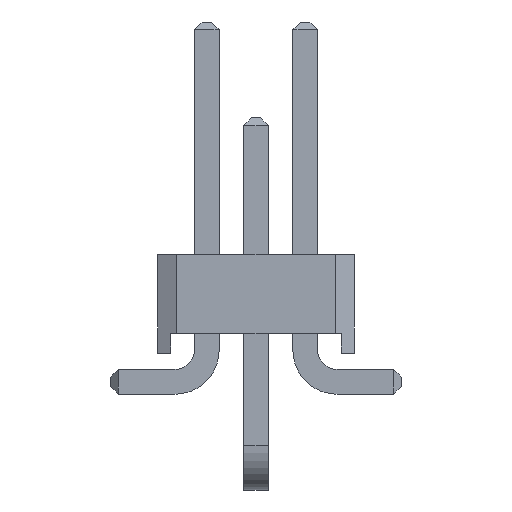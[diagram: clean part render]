
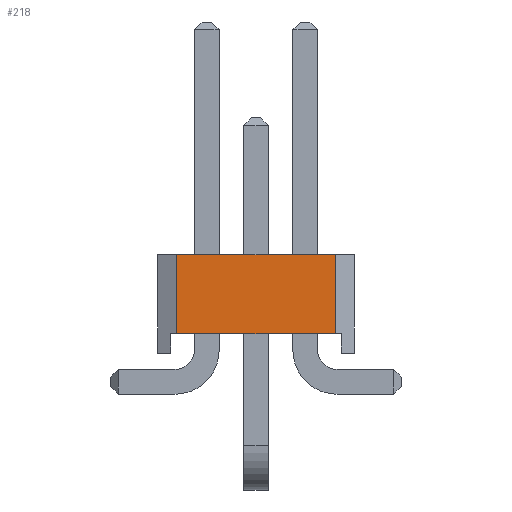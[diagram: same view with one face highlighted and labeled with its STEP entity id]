
A CAD part, left-side view. The second image highlights one B-rep face of the part: STEP entity #218.
In plain terms, the highlighted planar face has unit normal (-1, 0, 0).
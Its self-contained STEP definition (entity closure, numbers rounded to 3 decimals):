
#218 = ADVANCED_FACE( '', ( #521 ), #522, .T. );
#521 = FACE_OUTER_BOUND( '', #909, .T. );
#522 = PLANE( '', #910 );
#909 = EDGE_LOOP( '', ( #1547, #1548, #1549, #1550 ) );
#910 = AXIS2_PLACEMENT_3D( '', #1551, #1552, #1553 );
#1547 = ORIENTED_EDGE( '', *, *, #2481, .F. );
#1548 = ORIENTED_EDGE( '', *, *, #2364, .T. );
#1549 = ORIENTED_EDGE( '', *, *, #2482, .T. );
#1550 = ORIENTED_EDGE( '', *, *, #2483, .T. );
#1551 = CARTESIAN_POINT( '', ( -6.35, -2.54, -1.27 ) );
#1552 = DIRECTION( '', ( -1., 0., 0. ) );
#1553 = DIRECTION( '', ( 0., 0., 1. ) );
#2364 = EDGE_CURVE( '', #2874, #2872, #2875, .T. );
#2481 = EDGE_CURVE( '', #2874, #3064, #3065, .T. );
#2482 = EDGE_CURVE( '', #2872, #3066, #3067, .T. );
#2483 = EDGE_CURVE( '', #3066, #3064, #3068, .T. );
#2872 = VERTEX_POINT( '', #3596 );
#2874 = VERTEX_POINT( '', #3599 );
#2875 = LINE( '', #3600, #3601 );
#3064 = VERTEX_POINT( '', #3884 );
#3065 = LINE( '', #3885, #3886 );
#3066 = VERTEX_POINT( '', #3887 );
#3067 = LINE( '', #3888, #3889 );
#3068 = LINE( '', #3890, #3891 );
#3596 = CARTESIAN_POINT( '', ( -6.35, -2.04, -0.77 ) );
#3599 = CARTESIAN_POINT( '', ( -6.35, 2.04, -0.77 ) );
#3600 = CARTESIAN_POINT( '', ( -6.35, -2.54, -0.77 ) );
#3601 = VECTOR( '', #4361, 1000. );
#3884 = CARTESIAN_POINT( '', ( -6.35, 2.04, 1.27 ) );
#3885 = CARTESIAN_POINT( '', ( -6.35, 2.04, -12.871 ) );
#3886 = VECTOR( '', #4456, 1000. );
#3887 = CARTESIAN_POINT( '', ( -6.35, -2.04, 1.27 ) );
#3888 = CARTESIAN_POINT( '', ( -6.35, -2.04, -12.871 ) );
#3889 = VECTOR( '', #4457, 1000. );
#3890 = CARTESIAN_POINT( '', ( -6.35, -2.54, 1.27 ) );
#3891 = VECTOR( '', #4458, 1000. );
#4361 = DIRECTION( '', ( 0., -1., 0. ) );
#4456 = DIRECTION( '', ( 0., 0., 1. ) );
#4457 = DIRECTION( '', ( 0., 0., 1. ) );
#4458 = DIRECTION( '', ( 0., 1., 0. ) );
